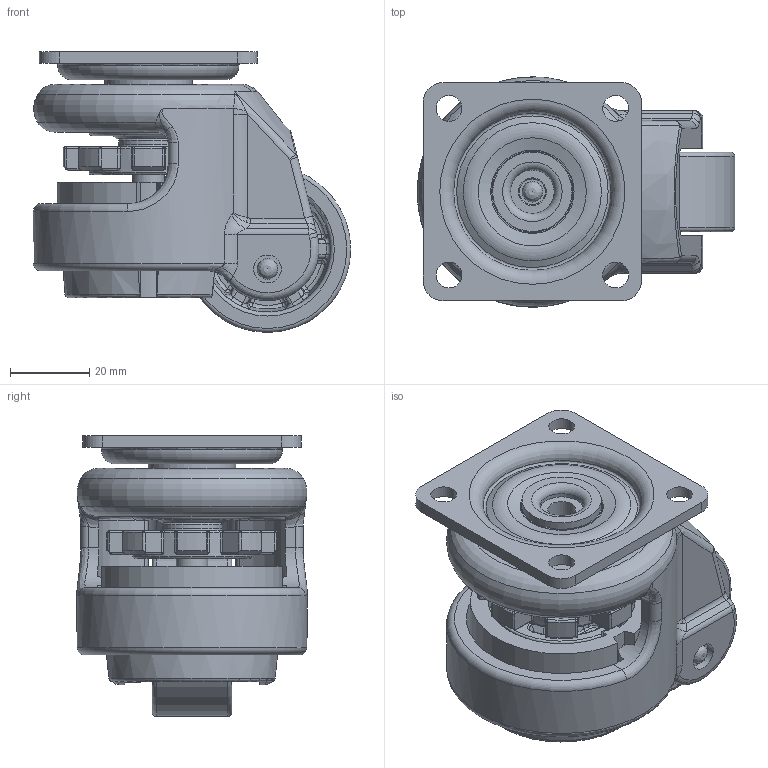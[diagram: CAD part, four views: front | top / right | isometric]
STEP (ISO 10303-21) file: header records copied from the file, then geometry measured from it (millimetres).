
FILE_DESCRIPTION((''),'2;1');
FILE_NAME('GDN-40F.stp','2010-12-27T17:05:42',('Administrator'),(''),'Autodesk Inventor 2009','Autodesk Inventor 2009','');
FILE_SCHEMA(('AUTOMOTIVE_DESIGN { 1 0 10303 214 1 1 1 1 }'));
Length unit declared in the file: millimetre
Products named in the file (1): GDN-40F
Bounding box: 80 x 57.99 x 70.8 mm (x, y, z)
Volume: 128737.6 mm3; surface area: 51959.7 mm2
Topology: 5 solids, 5 shells, 938 faces, 2231 edges, 1296 vertices
Faces by surface type: bspline 311, cylinder 263, plane 214, torus 83, cone 43, sphere 24
Full cylindrical faces by diameter (mm): 2.6 x4, 3 x1, 5 x1, 6.4 x1, 6.5 x5, 7 x4, 7.1 x1, 8 x2, 11 x1, 15 x1, 18 x2, 20 x1, 22 x1, 23.5 x1, 24 x1, 30 x2, 42 x1
Entity records: 44236 total; most frequent: CARTESIAN_POINT 24338, ORIENTED_EDGE 4208, DIRECTION 3992, EDGE_CURVE 2104, AXIS2_PLACEMENT_3D 1690, VERTEX_POINT 1273, EDGE_LOOP 1059, CIRCLE 1015
